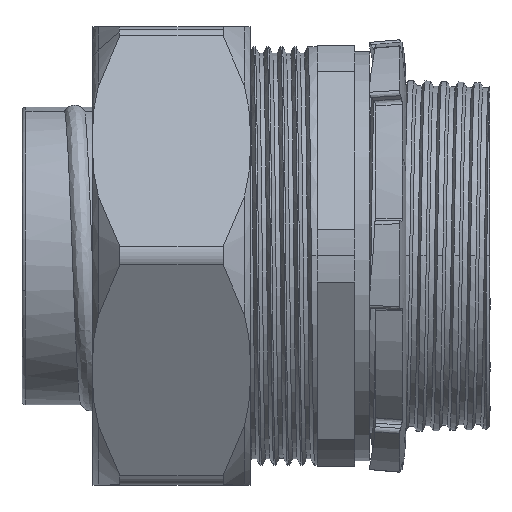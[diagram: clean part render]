
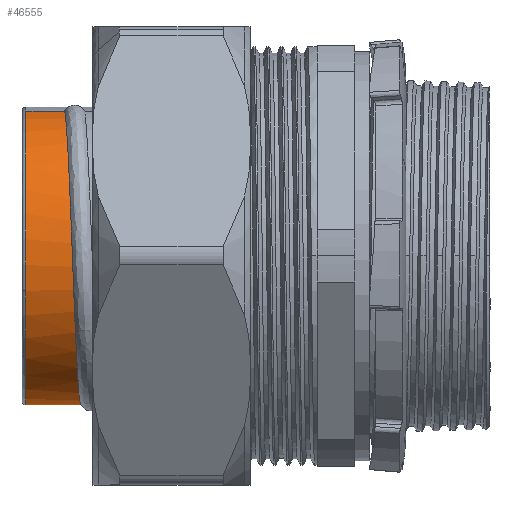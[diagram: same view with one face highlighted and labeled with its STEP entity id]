
A CAD part, top view. The second image highlights one B-rep face of the part: STEP entity #46555.
In plain terms, the highlighted cylindrical face has radius 19.85 mm (diameter 39.7 mm), a partial arc.
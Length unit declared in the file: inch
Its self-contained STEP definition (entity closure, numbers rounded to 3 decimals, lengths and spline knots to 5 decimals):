
#469 = EDGE_CURVE ( 'NONE', #19390, #41828, #49707, .T. ) ;
#638 = AXIS2_PLACEMENT_3D ( 'NONE', #4353, #42249, #38605 ) ;
#2002 = CARTESIAN_POINT ( 'NONE',  ( -2.20128, -0.8972, 0.8607 ) ) ;
#2164 = CARTESIAN_POINT ( 'NONE',  ( -1.9034, -0.8972, 0.8607 ) ) ;
#2172 = CARTESIAN_POINT ( 'NONE',  ( -1.9739, 0.28366, 1.7354 ) ) ;
#2611 = EDGE_CURVE ( 'NONE', #20235, #6934, #34428, .T. ) ;
#2782 = CYLINDRICAL_SURFACE ( 'NONE', #638, 0.7815 ) ;
#3880 = ORIENTED_EDGE ( 'NONE', *, *, #44779, .T. ) ;
#3914 = CARTESIAN_POINT ( 'NONE',  ( -1.99735, 0.62124, 1.23125 ) ) ;
#4353 = CARTESIAN_POINT ( 'NONE',  ( -0.76446, -0.13767, 1.04469 ) ) ;
#4673 = CARTESIAN_POINT ( 'NONE',  ( -2.20128, -0.13767, 1.04469 ) ) ;
#5343 = DIRECTION ( 'NONE',  ( 1., 0., 0. ) ) ;
#5718 = CARTESIAN_POINT ( 'NONE',  ( -1.98173, 0.42811, 1.5838 ) ) ;
#6934 = VERTEX_POINT ( 'NONE', #9494 ) ;
#7227 = LINE ( 'NONE', #26920, #26475 ) ;
#7950 = ORIENTED_EDGE ( 'NONE', *, *, #17269, .F. ) ;
#8989 = LINE ( 'NONE', #29860, #38985 ) ;
#9494 = CARTESIAN_POINT ( 'NONE',  ( -2.20128, -0.32166, 1.80423 ) ) ;
#9571 = CARTESIAN_POINT ( 'NONE',  ( -1.95823, -0.11814, 1.85353 ) ) ;
#9622 = ORIENTED_EDGE ( 'NONE', *, *, #44538, .F. ) ;
#13819 = VERTEX_POINT ( 'NONE', #2002 ) ;
#14610 = CARTESIAN_POINT ( 'NONE',  ( -1.93473, -0.67677, 1.61047 ) ) ;
#15834 = CARTESIAN_POINT ( 'NONE',  ( -2.20128, 0.62187, 1.22869 ) ) ;
#16904 = VERTEX_POINT ( 'NONE', #17539 ) ;
#17269 = EDGE_CURVE ( 'NONE', #16904, #19390, #36214, .T. ) ;
#17539 = CARTESIAN_POINT ( 'NONE',  ( -1.9974, 0.62187, 1.22869 ) ) ;
#19285 = DIRECTION ( 'NONE',  ( 1., 0., 0. ) ) ;
#19390 = VERTEX_POINT ( 'NONE', #26008 ) ;
#20235 = VERTEX_POINT ( 'NONE', #15834 ) ;
#22343 = CARTESIAN_POINT ( 'NONE',  ( -1.91906, -0.88744, 1.26512 ) ) ;
#23889 = AXIS2_PLACEMENT_3D ( 'NONE', #4673, #19285, #34735 ) ;
#25358 = ORIENTED_EDGE ( 'NONE', *, *, #469, .F. ) ;
#26008 = CARTESIAN_POINT ( 'NONE',  ( -1.99725, 0.62093, 1.23253 ) ) ;
#26475 = VECTOR ( 'NONE', #33943, 39.37008 ) ;
#26630 = CARTESIAN_POINT ( 'NONE',  ( -1.9974, 0.62156, 1.22997 ) ) ;
#26920 = CARTESIAN_POINT ( 'NONE',  ( -0.76446, 0.62187, 1.22869 ) ) ;
#27344 = ORIENTED_EDGE ( 'NONE', *, *, #2611, .T. ) ;
#28352 = CARTESIAN_POINT ( 'NONE',  ( -2.20128, -0.13767, 1.04469 ) ) ;
#29363 = CARTESIAN_POINT ( 'NONE',  ( -1.9269, -0.82837, 1.46602 ) ) ;
#29860 = CARTESIAN_POINT ( 'NONE',  ( -0.76446, -0.8972, 0.8607 ) ) ;
#29864 = CARTESIAN_POINT ( 'NONE',  ( -1.9034, -0.8972, 0.8607 ) ) ;
#30459 = CARTESIAN_POINT ( 'NONE',  ( -1.99725, 0.62093, 1.23253 ) ) ;
#30467 = AXIS2_PLACEMENT_3D ( 'NONE', #28352, #5343, #32166 ) ;
#32166 = DIRECTION ( 'NONE',  ( 0., 0.972, 0.235 ) ) ;
#33943 = DIRECTION ( 'NONE',  ( 1., 0., 0. ) ) ;
#34428 = CIRCLE ( 'NONE', #23889, 0.7815 ) ;
#34735 = DIRECTION ( 'NONE',  ( 0., 0.972, 0.235 ) ) ;
#35090 = CIRCLE ( 'NONE', #30467, 0.7815 ) ;
#36214 = B_SPLINE_CURVE_WITH_KNOTS ( 'NONE', 3,
 ( #49551, #26630, #3914, #30459 ),
 .UNSPECIFIED., .F., .F.,
 ( 4, 4 ),
 ( 0., 0.0001 ),
 .UNSPECIFIED. ) ;
#36255 = CARTESIAN_POINT ( 'NONE',  ( -1.98948, 0.57111, 1.43373 ) ) ;
#36416 = CARTESIAN_POINT ( 'NONE',  ( -1.9504, -0.32166, 1.80423 ) ) ;
#36744 = CARTESIAN_POINT ( 'NONE',  ( -1.96606, 0.08276, 1.79446 ) ) ;
#37247 = DIRECTION ( 'NONE',  ( 1., 0., 0. ) ) ;
#38605 = DIRECTION ( 'NONE',  ( 0., 0.972, 0.235 ) ) ;
#38985 = VECTOR ( 'NONE', #37247, 39.37008 ) ;
#41231 = CARTESIAN_POINT ( 'NONE',  ( -1.91123, -0.9465, 1.06422 ) ) ;
#41411 = CARTESIAN_POINT ( 'NONE',  ( -1.94256, -0.52517, 1.75493 ) ) ;
#41828 = VERTEX_POINT ( 'NONE', #2164 ) ;
#42249 = DIRECTION ( 'NONE',  ( 1., 0., 0. ) ) ;
#42539 = EDGE_CURVE ( 'NONE', #6934, #13819, #35090, .T. ) ;
#44538 = EDGE_CURVE ( 'NONE', #20235, #16904, #7227, .T. ) ;
#44767 = FACE_OUTER_BOUND ( 'NONE', #46463, .T. ) ;
#44779 = EDGE_CURVE ( 'NONE', #13819, #41828, #8989, .T. ) ;
#45842 = ORIENTED_EDGE ( 'NONE', *, *, #42539, .T. ) ;
#46463 = EDGE_LOOP ( 'NONE', ( #45842, #3880, #25358, #7950, #9622, #27344 ) ) ;
#46555 = ADVANCED_FACE ( 'NONE', ( #44767 ), #2782, .T. ) ;
#48135 = CARTESIAN_POINT ( 'NONE',  ( -1.99725, 0.62093, 1.23253 ) ) ;
#49551 = CARTESIAN_POINT ( 'NONE',  ( -1.9974, 0.62187, 1.22869 ) ) ;
#49707 =( BOUNDED_CURVE ( )  B_SPLINE_CURVE ( 2, ( #48135, #36255, #5718, #2172, #36744, #9571, #36416, #41411, #14610, #29363, #22343, #41231, #29864 ),
 .UNSPECIFIED., .F., .T. ) 
 B_SPLINE_CURVE_WITH_KNOTS ( ( 3, 2, 2, 2, 2, 2, 3 ),
 ( 0., 0.01036, 0.02083, 0.03129, 0.04175, 0.05222, 0.06268 ),
 .UNSPECIFIED. ) 
 CURVE ( )  GEOMETRIC_REPRESENTATION_ITEM ( )  RATIONAL_B_SPLINE_CURVE ( ( 0.999, 0.966, 1., 0.966, 1., 0.966, 1., 0.966, 1., 0.966, 1., 0.966, 1. ) ) 
 REPRESENTATION_ITEM ( '' )  );
